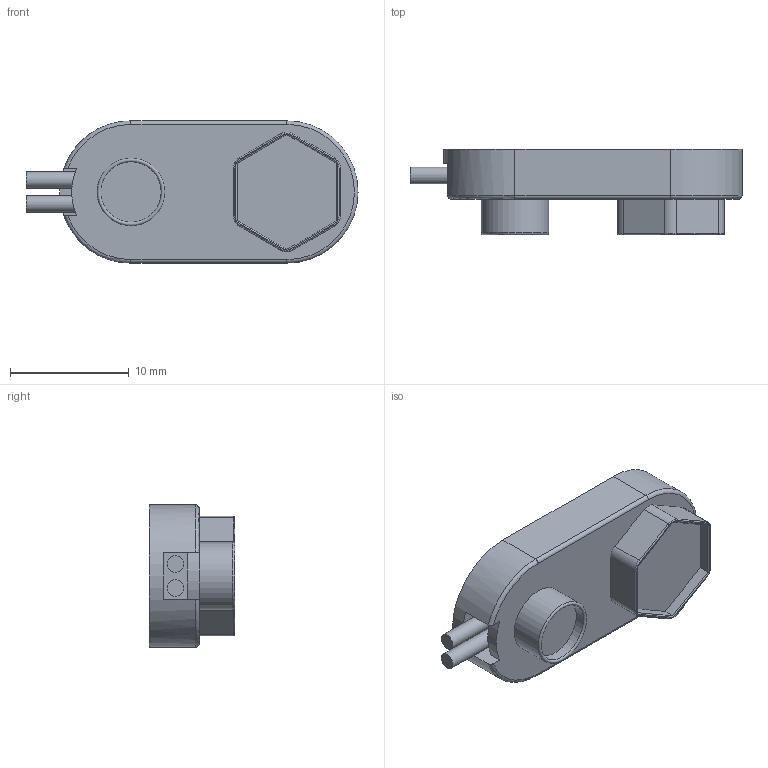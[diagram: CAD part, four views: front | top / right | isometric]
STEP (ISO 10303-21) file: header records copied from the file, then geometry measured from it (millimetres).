
FILE_DESCRIPTION(/* description */ (''),/* implementation_level */ '2;1');
FILE_NAME(/* name */ '9V_BatteryAdaptor.step',/* time_stamp */ '2024-07-21T21:20:25+09:00',/* author */ (''),/* organization */ (''),/* preprocessor_version */ 'ST-DEVELOPER v20',/* originating_system */ 'Autodesk Translation Framework v13.14.0.145',/* authorisation */ '');
FILE_SCHEMA (('AUTOMOTIVE_DESIGN { 1 0 10303 214 3 1 1 }'));
Length unit declared in the file: millimetre
Products named in the file (2): 9V_adaptor-2; DC_Adaptor
Assembly tree (1 placements, depth 2):
  9V_adaptor-2
    DC_Adaptor
Bounding box: 28 x 7.2 x 12 mm (x, y, z)
Volume: 1330.9 mm3; surface area: 1070.6 mm2
Topology: 1 solids, 1 shells, 68 faces, 164 edges, 102 vertices
Faces by surface type: plane 31, cylinder 27, torus 10
Full cylindrical faces by diameter (mm): 1.4 x2, 5.1 x1, 5.7 x1
Entity records: 2152 total; most frequent: DIRECTION 384, CARTESIAN_POINT 355, ORIENTED_EDGE 328, EDGE_CURVE 164, AXIS2_PLACEMENT_3D 151, VERTEX_POINT 102, LINE 82, VECTOR 82
